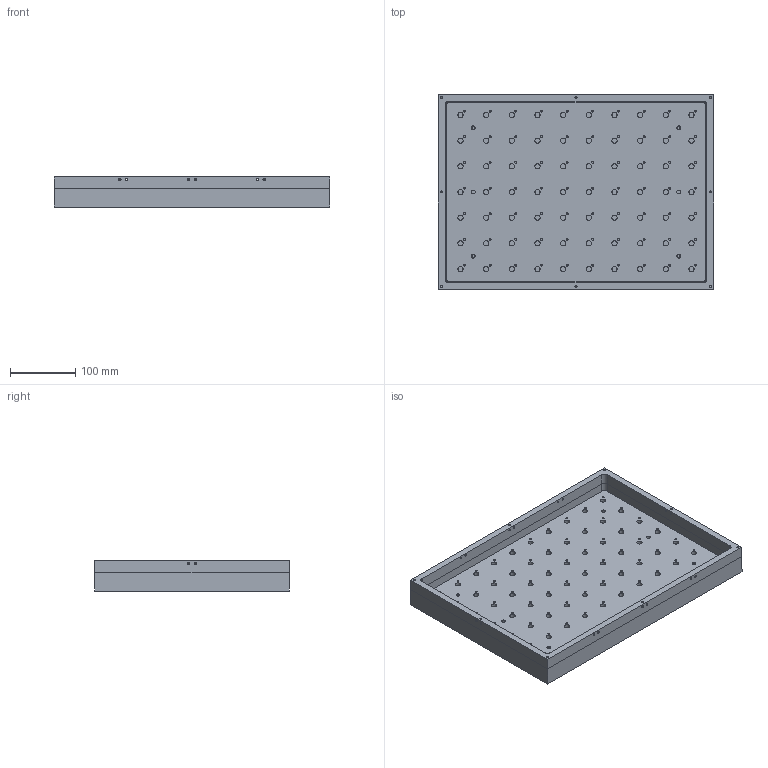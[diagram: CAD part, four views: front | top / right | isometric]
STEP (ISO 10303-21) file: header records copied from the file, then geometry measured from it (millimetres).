
FILE_DESCRIPTION(/* description */ ('','CAx-IF Rec.Pracs.---Representation and Presentation of Product Manufacturing Information (PMI)---4.0---2014-10-13'),/* implementation_level */ '2;1');
FILE_NAME(/* name */ 'Assemblage.step',/* time_stamp */ '2024-12-11T14:20:53+01:00',/* author */ (''),/* organization */ (''),/* preprocessor_version */ 'ST-DEVELOPER v20',/* originating_system */ 'Autodesk Translation Framework v13.20.0.188',/* authorisation */ '');
FILE_SCHEMA (('AP242_MANAGED_MODEL_BASED_3D_ENGINEERING_MIM_LF { 1 0 10303 442 1 1 4 }'));
Length unit declared in the file: millimetre
Products named in the file (2): Assemblage Version 2; Plateau Version 2
Assembly tree (1 placements, depth 2):
  Assemblage Version 2
    Plateau Version 2
Bounding box: 420 x 297 x 46 mm (x, y, z)
Volume: 1927402.6 mm3; surface area: 631404.8 mm2
Topology: 3 solids, 3 shells, 264 faces, 727 edges, 472 vertices
Faces by surface type: cylinder 195, cone 38, plane 31
Full cylindrical faces by diameter (mm): 2.529 x16, 3 x78, 3.1 x8, 4.234 x4, 6 x3, 8 x70, 9.036 x2
Entity records: 9292 total; most frequent: DIRECTION 1673, CARTESIAN_POINT 1458, ORIENTED_EDGE 1438, EDGE_CURVE 719, AXIS2_PLACEMENT_3D 687, EDGE_LOOP 621, VERTEX_POINT 472, CIRCLE 420
